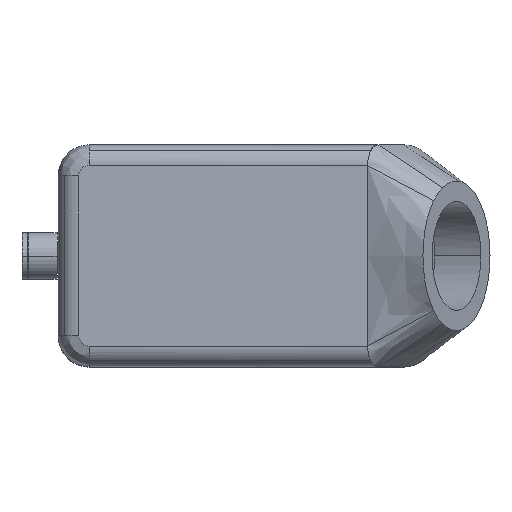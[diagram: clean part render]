
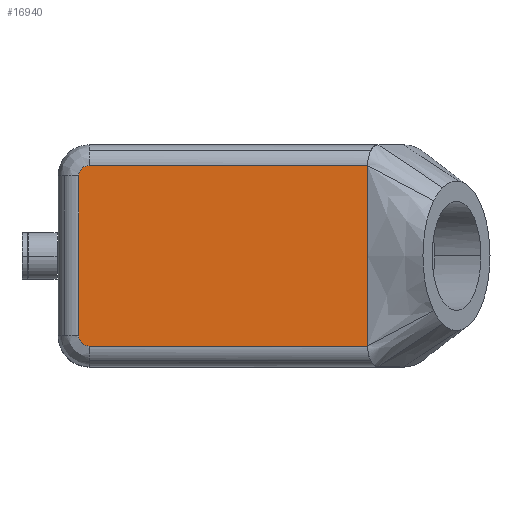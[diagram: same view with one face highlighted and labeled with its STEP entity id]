
A CAD part, top view. The second image highlights one B-rep face of the part: STEP entity #16940.
In plain terms, the highlighted planar face has unit normal (0, 0, 1).
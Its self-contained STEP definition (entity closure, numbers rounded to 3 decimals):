
#185=CARTESIAN_POINT('',(-32.5,-15.5,52.));
#186=VERTEX_POINT('',#185);
#194=CARTESIAN_POINT('',(-32.5,15.5,52.));
#195=VERTEX_POINT('',#194);
#196=CARTESIAN_POINT('',(-32.5,-15.5,52.));
#197=DIRECTION('',(0.0,1.0,0.0));
#198=VECTOR('',#197,31.);
#199=LINE('',#196,#198);
#200=EDGE_CURVE('',#186,#195,#199,.T.);
#6839=CARTESIAN_POINT('',(23.5,0.,52.0));
#6840=VERTEX_POINT('',#6839);
#7020=CARTESIAN_POINT('',(23.5,17.5,52.0));
#7021=VERTEX_POINT('',#7020);
#7029=CARTESIAN_POINT('',(23.5,0.,52.0));
#7030=DIRECTION('',(0.0,1.0,0.0));
#7031=VECTOR('',#7030,17.5);
#7032=LINE('',#7029,#7031);
#7033=EDGE_CURVE('',#6840,#7021,#7032,.T.);
#7052=CARTESIAN_POINT('',(23.5,-17.5,52.0));
#7053=VERTEX_POINT('',#7052);
#7054=CARTESIAN_POINT('',(23.5,-17.5,52.0));
#7055=DIRECTION('',(0.0,1.0,0.0));
#7056=VECTOR('',#7055,17.5);
#7057=LINE('',#7054,#7056);
#7058=EDGE_CURVE('',#7053,#6840,#7057,.T.);
#16721=CARTESIAN_POINT('',(-30.5,-17.5,52.));
#16722=VERTEX_POINT('',#16721);
#16723=CARTESIAN_POINT('',(23.5,-17.5,52.0));
#16724=DIRECTION('',(-1.0,0.0,0.0));
#16725=VECTOR('',#16724,54.0);
#16726=LINE('',#16723,#16725);
#16727=EDGE_CURVE('',#7053,#16722,#16726,.T.);
#16804=CARTESIAN_POINT('',(-30.5,-15.5,52.));
#16805=DIRECTION('',(0.,0.,-1.));
#16806=DIRECTION('',(-0.707,-0.707,0.));
#16807=AXIS2_PLACEMENT_3D('',#16804,#16805,#16806);
#16808=CIRCLE('',#16807,2.);
#16809=EDGE_CURVE('',#16722,#186,#16808,.T.);
#16885=CARTESIAN_POINT('',(-30.5,17.5,52.));
#16886=VERTEX_POINT('',#16885);
#16899=CARTESIAN_POINT('',(-30.5,15.5,52.));
#16900=DIRECTION('',(0.,0.,-1.));
#16901=DIRECTION('',(-0.707,0.707,0.));
#16902=AXIS2_PLACEMENT_3D('',#16899,#16900,#16901);
#16903=CIRCLE('',#16902,2.);
#16904=EDGE_CURVE('',#195,#16886,#16903,.T.);
#16916=CARTESIAN_POINT('',(-30.5,17.5,52.));
#16917=DIRECTION('',(1.0,0.0,0.0));
#16918=VECTOR('',#16917,54.0);
#16919=LINE('',#16916,#16918);
#16920=EDGE_CURVE('',#16886,#7021,#16919,.T.);
#16926=CARTESIAN_POINT('',(23.5,0.0,52.0));
#16927=DIRECTION('',(0.0,0.0,1.0));
#16928=DIRECTION('',(1.0,0.0,0.0));
#16929=AXIS2_PLACEMENT_3D('',#16926,#16927,#16928);
#16930=PLANE('',#16929);
#16931=ORIENTED_EDGE('',*,*,#16920,.F.);
#16932=ORIENTED_EDGE('',*,*,#16904,.F.);
#16933=ORIENTED_EDGE('',*,*,#200,.F.);
#16934=ORIENTED_EDGE('',*,*,#16809,.F.);
#16935=ORIENTED_EDGE('',*,*,#16727,.F.);
#16936=ORIENTED_EDGE('',*,*,#7058,.T.);
#16937=ORIENTED_EDGE('',*,*,#7033,.T.);
#16938=EDGE_LOOP('',(#16931,#16932,#16933,#16934,#16935,#16936,#16937));
#16939=FACE_OUTER_BOUND('',#16938,.T.);
#16940=ADVANCED_FACE('',(#16939),#16930,.T.);
